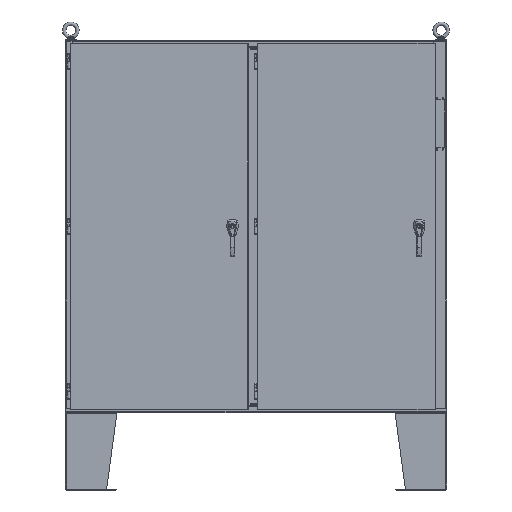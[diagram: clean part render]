
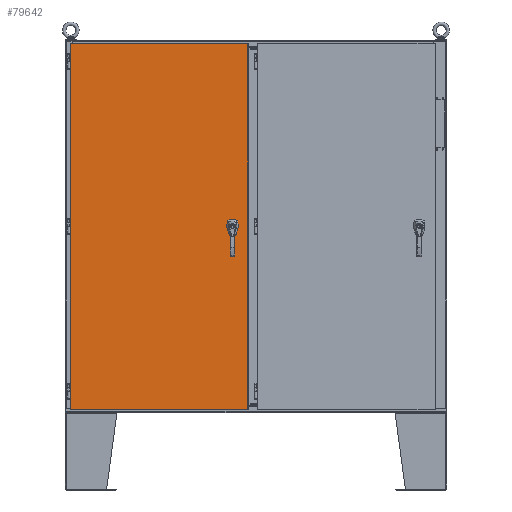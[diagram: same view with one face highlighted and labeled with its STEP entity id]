
A CAD part, top view. The second image highlights one B-rep face of the part: STEP entity #79642.
In plain terms, the highlighted face is planar.
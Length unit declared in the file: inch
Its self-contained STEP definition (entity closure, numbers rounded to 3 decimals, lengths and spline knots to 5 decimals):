
#1169 = VECTOR ( 'NONE', #22888, 39.37008 ) ;
#7395 = CARTESIAN_POINT ( 'NONE',  ( 0., -1.24331, 0. ) ) ;
#8572 = VECTOR ( 'NONE', #91324, 39.37008 ) ;
#10350 = CARTESIAN_POINT ( 'NONE',  ( 0.87497, -1.24331, 71.62504 ) ) ;
#14486 = CARTESIAN_POINT ( 'NONE',  ( 35.37507, -1.24331, 71.62504 ) ) ;
#17540 = LINE ( 'NONE', #10350, #1169 ) ;
#20025 = VECTOR ( 'NONE', #139355, 39.37008 ) ;
#22024 = CARTESIAN_POINT ( 'NONE',  ( 35.37507, -1.24331, 71.62504 ) ) ;
#22888 = DIRECTION ( 'NONE',  ( 1., 0., 0. ) ) ;
#24362 = AXIS2_PLACEMENT_3D ( 'NONE', #7395, #98469, #151810 ) ;
#25787 = CARTESIAN_POINT ( 'NONE',  ( 0.87497, -1.24331, 0.50002 ) ) ;
#26913 = CARTESIAN_POINT ( 'NONE',  ( 0.87497, -1.24331, 71.62504 ) ) ;
#30953 = VERTEX_POINT ( 'NONE', #22024 ) ;
#34233 = ORIENTED_EDGE ( 'NONE', *, *, #53600, .F. ) ;
#53076 = DIRECTION ( 'NONE',  ( 0., 0., -1. ) ) ;
#53600 = EDGE_CURVE ( 'NONE', #30953, #132378, #151006, .T. ) ;
#59755 = VERTEX_POINT ( 'NONE', #121057 ) ;
#63788 = CARTESIAN_POINT ( 'NONE',  ( 0.87497, -1.24331, 0.50002 ) ) ;
#77862 = EDGE_LOOP ( 'NONE', ( #90449, #144701, #34233, #148800 ) ) ;
#79642 = ADVANCED_FACE ( 'NONE', ( #117677 ), #150147, .T. ) ;
#90449 = ORIENTED_EDGE ( 'NONE', *, *, #139509, .T. ) ;
#91324 = DIRECTION ( 'NONE',  ( 0., 0., -1. ) ) ;
#92034 = VERTEX_POINT ( 'NONE', #25787 ) ;
#98469 = DIRECTION ( 'NONE',  ( 0., -1., 0. ) ) ;
#99443 = LINE ( 'NONE', #26913, #144065 ) ;
#110766 = EDGE_CURVE ( 'NONE', #92034, #132378, #140148, .T. ) ;
#117677 = FACE_OUTER_BOUND ( 'NONE', #77862, .T. ) ;
#121057 = CARTESIAN_POINT ( 'NONE',  ( 0.87497, -1.24331, 71.62504 ) ) ;
#129894 = CARTESIAN_POINT ( 'NONE',  ( 35.37507, -1.24331, 0.50002 ) ) ;
#132378 = VERTEX_POINT ( 'NONE', #129894 ) ;
#139355 = DIRECTION ( 'NONE',  ( 1., 0., 0. ) ) ;
#139509 = EDGE_CURVE ( 'NONE', #59755, #92034, #99443, .T. ) ;
#140148 = LINE ( 'NONE', #63788, #20025 ) ;
#144065 = VECTOR ( 'NONE', #53076, 39.37008 ) ;
#144701 = ORIENTED_EDGE ( 'NONE', *, *, #110766, .T. ) ;
#148800 = ORIENTED_EDGE ( 'NONE', *, *, #163472, .F. ) ;
#150147 = PLANE ( 'NONE',  #24362 ) ;
#151006 = LINE ( 'NONE', #14486, #8572 ) ;
#151810 = DIRECTION ( 'NONE',  ( 1., 0., 0. ) ) ;
#163472 = EDGE_CURVE ( 'NONE', #59755, #30953, #17540, .T. ) ;
